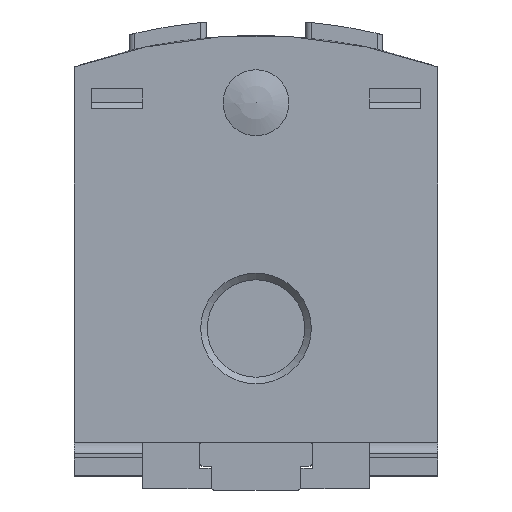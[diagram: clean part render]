
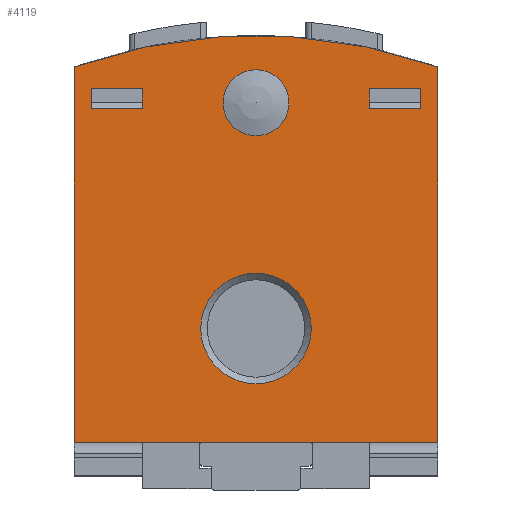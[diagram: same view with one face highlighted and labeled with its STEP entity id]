
A CAD part, front view. The second image highlights one B-rep face of the part: STEP entity #4119.
In plain terms, the highlighted planar face has unit normal (0, -1, 0).
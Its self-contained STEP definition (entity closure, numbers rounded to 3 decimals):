
#133=CIRCLE('',#4323,4.864);
#134=CIRCLE('',#4324,2.9);
#135=CIRCLE('',#4325,48.);
#303=ORIENTED_EDGE('',*,*,#1159,.F.);
#304=ORIENTED_EDGE('',*,*,#1160,.F.);
#305=ORIENTED_EDGE('',*,*,#1161,.F.);
#306=ORIENTED_EDGE('',*,*,#1162,.T.);
#307=ORIENTED_EDGE('',*,*,#1163,.F.);
#308=ORIENTED_EDGE('',*,*,#1164,.F.);
#309=ORIENTED_EDGE('',*,*,#1165,.F.);
#310=ORIENTED_EDGE('',*,*,#1166,.T.);
#311=ORIENTED_EDGE('',*,*,#1167,.T.);
#312=ORIENTED_EDGE('',*,*,#1168,.F.);
#313=ORIENTED_EDGE('',*,*,#1169,.F.);
#314=ORIENTED_EDGE('',*,*,#1170,.T.);
#315=ORIENTED_EDGE('',*,*,#1171,.T.);
#316=ORIENTED_EDGE('',*,*,#1172,.F.);
#1159=EDGE_CURVE('',#1586,#1586,#133,.T.);
#1160=EDGE_CURVE('',#1587,#1587,#134,.F.);
#1161=EDGE_CURVE('',#1588,#1589,#1899,.T.);
#1162=EDGE_CURVE('',#1588,#1590,#1900,.T.);
#1163=EDGE_CURVE('',#1591,#1590,#1901,.T.);
#1164=EDGE_CURVE('',#1589,#1591,#135,.T.);
#1165=EDGE_CURVE('',#1592,#1593,#1902,.T.);
#1166=EDGE_CURVE('',#1592,#1594,#1903,.T.);
#1167=EDGE_CURVE('',#1594,#1595,#1904,.T.);
#1168=EDGE_CURVE('',#1593,#1595,#1905,.T.);
#1169=EDGE_CURVE('',#1596,#1597,#1906,.T.);
#1170=EDGE_CURVE('',#1596,#1598,#1907,.T.);
#1171=EDGE_CURVE('',#1598,#1599,#1908,.T.);
#1172=EDGE_CURVE('',#1597,#1599,#1909,.T.);
#1586=VERTEX_POINT('',#5623);
#1587=VERTEX_POINT('',#5625);
#1588=VERTEX_POINT('',#5627);
#1589=VERTEX_POINT('',#5628);
#1590=VERTEX_POINT('',#5630);
#1591=VERTEX_POINT('',#5632);
#1592=VERTEX_POINT('',#5635);
#1593=VERTEX_POINT('',#5636);
#1594=VERTEX_POINT('',#5638);
#1595=VERTEX_POINT('',#5640);
#1596=VERTEX_POINT('',#5643);
#1597=VERTEX_POINT('',#5644);
#1598=VERTEX_POINT('',#5646);
#1599=VERTEX_POINT('',#5648);
#1899=LINE('',#5626,#2211);
#1900=LINE('',#5629,#2212);
#1901=LINE('',#5631,#2213);
#1902=LINE('',#5634,#2214);
#1903=LINE('',#5637,#2215);
#1904=LINE('',#5639,#2216);
#1905=LINE('',#5641,#2217);
#1906=LINE('',#5642,#2218);
#1907=LINE('',#5645,#2219);
#1908=LINE('',#5647,#2220);
#1909=LINE('',#5649,#2221);
#2211=VECTOR('',#4696,1000.);
#2212=VECTOR('',#4697,1000.);
#2213=VECTOR('',#4698,1000.);
#2214=VECTOR('',#4701,1000.);
#2215=VECTOR('',#4702,1000.);
#2216=VECTOR('',#4703,1000.);
#2217=VECTOR('',#4704,1000.);
#2218=VECTOR('',#4705,1000.);
#2219=VECTOR('',#4706,1000.);
#2220=VECTOR('',#4707,1000.);
#2221=VECTOR('',#4708,1000.);
#2495=EDGE_LOOP('',(#303));
#2496=EDGE_LOOP('',(#304));
#2497=EDGE_LOOP('',(#305,#306,#307,#308));
#2498=EDGE_LOOP('',(#309,#310,#311,#312));
#2499=EDGE_LOOP('',(#313,#314,#315,#316));
#2731=FACE_BOUND('',#2495,.T.);
#2732=FACE_BOUND('',#2496,.T.);
#2733=FACE_BOUND('',#2497,.T.);
#2734=FACE_BOUND('',#2498,.T.);
#2735=FACE_BOUND('',#2499,.T.);
#2965=PLANE('',#4322);
#4119=ADVANCED_FACE('',(#2731,#2732,#2733,#2734,#2735),#2965,.F.);
#4322=AXIS2_PLACEMENT_3D('',#5621,#4690,#4691);
#4323=AXIS2_PLACEMENT_3D('',#5622,#4692,#4693);
#4324=AXIS2_PLACEMENT_3D('',#5624,#4694,#4695);
#4325=AXIS2_PLACEMENT_3D('',#5633,#4699,#4700);
#4690=DIRECTION('',(0.,1.,0.));
#4691=DIRECTION('',(0.,0.,1.));
#4692=DIRECTION('',(0.,-1.,0.));
#4693=DIRECTION('',(0.,0.,-1.));
#4694=DIRECTION('',(0.,1.,0.));
#4695=DIRECTION('',(0.,0.,1.));
#4696=DIRECTION('',(0.,0.,1.));
#4697=DIRECTION('',(1.,0.,0.));
#4698=DIRECTION('',(0.,0.,-1.));
#4699=DIRECTION('',(0.,1.,0.));
#4700=DIRECTION('',(1.,0.,0.));
#4701=DIRECTION('',(-1.,0.,0.));
#4702=DIRECTION('',(0.,0.,-1.));
#4703=DIRECTION('',(-1.,0.,0.));
#4704=DIRECTION('',(0.,0.,-1.));
#4705=DIRECTION('',(0.,0.,-1.));
#4706=DIRECTION('',(1.,0.,0.));
#4707=DIRECTION('',(0.,0.,-1.));
#4708=DIRECTION('',(1.,0.,0.));
#5621=CARTESIAN_POINT('',(0.,0.,-28.15));
#5622=CARTESIAN_POINT('',(0.,0.,-5.9));
#5623=CARTESIAN_POINT('',(0.,0.,-10.764));
#5624=CARTESIAN_POINT('',(0.,0.,13.95));
#5625=CARTESIAN_POINT('',(0.,0.,16.85));
#5626=CARTESIAN_POINT('',(-16.,0.,-20.));
#5627=CARTESIAN_POINT('',(-16.,0.,-15.9));
#5628=CARTESIAN_POINT('',(-16.,0.,17.105));
#5629=CARTESIAN_POINT('',(-4.95,0.,-15.9));
#5630=CARTESIAN_POINT('',(16.,0.,-15.9));
#5631=CARTESIAN_POINT('',(16.,0.,17.105));
#5632=CARTESIAN_POINT('',(16.,0.,17.105));
#5633=CARTESIAN_POINT('',(0.,0.,-28.15));
#5634=CARTESIAN_POINT('',(14.5,0.,15.2));
#5635=CARTESIAN_POINT('',(14.5,0.,15.2));
#5636=CARTESIAN_POINT('',(10.,0.,15.2));
#5637=CARTESIAN_POINT('',(14.5,0.,15.2));
#5638=CARTESIAN_POINT('',(14.5,0.,13.45));
#5639=CARTESIAN_POINT('',(14.5,0.,13.45));
#5640=CARTESIAN_POINT('',(10.,0.,13.45));
#5641=CARTESIAN_POINT('',(10.,0.,15.2));
#5642=CARTESIAN_POINT('',(-14.5,0.,15.2));
#5643=CARTESIAN_POINT('',(-14.5,0.,15.2));
#5644=CARTESIAN_POINT('',(-14.5,0.,13.45));
#5645=CARTESIAN_POINT('',(-14.5,0.,15.2));
#5646=CARTESIAN_POINT('',(-10.,0.,15.2));
#5647=CARTESIAN_POINT('',(-10.,0.,15.2));
#5648=CARTESIAN_POINT('',(-10.,0.,13.45));
#5649=CARTESIAN_POINT('',(-14.5,0.,13.45));
